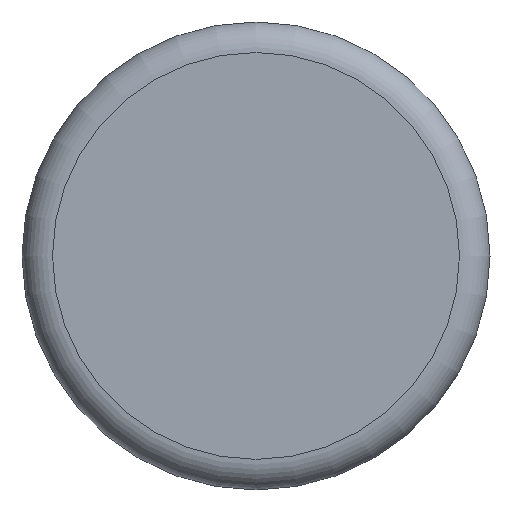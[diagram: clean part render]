
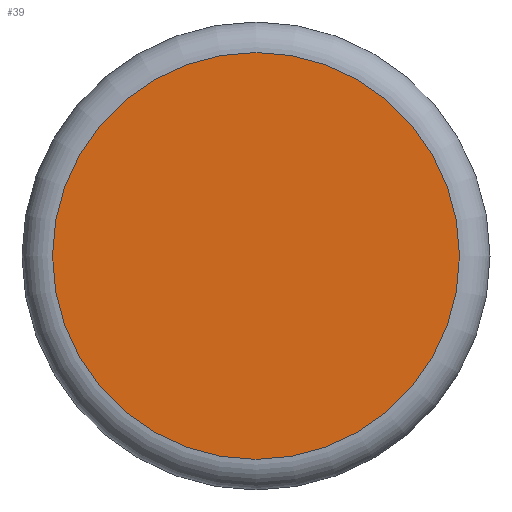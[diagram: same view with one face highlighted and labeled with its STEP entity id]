
A CAD part, top view. The second image highlights one B-rep face of the part: STEP entity #39.
In plain terms, the highlighted planar face has unit normal (0, 0, 1).
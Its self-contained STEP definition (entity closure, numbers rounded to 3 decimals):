
#39 = ADVANCED_FACE( '', ( #80 ), #81, .F. );
#80 = FACE_OUTER_BOUND( '', #122, .T. );
#81 = PLANE( '', #123 );
#122 = EDGE_LOOP( '', ( #164 ) );
#123 = AXIS2_PLACEMENT_3D( '', #165, #166, #167 );
#164 = ORIENTED_EDGE( '', *, *, #206, .T. );
#165 = CARTESIAN_POINT( '', ( 0., 11.5, 55. ) );
#166 = DIRECTION( '', ( 0., 0., -1. ) );
#167 = DIRECTION( '', ( -1., 0., 0. ) );
#206 = EDGE_CURVE( '', #228, #228, #229, .F. );
#228 = VERTEX_POINT( '', #253 );
#229 = CIRCLE( '', #254, 9.995 );
#253 = CARTESIAN_POINT( '', ( -9.995, 0., 55. ) );
#254 = AXIS2_PLACEMENT_3D( '', #278, #279, #280 );
#278 = CARTESIAN_POINT( '', ( 0., 0., 55. ) );
#279 = DIRECTION( '', ( 0., 0., -1. ) );
#280 = DIRECTION( '', ( -1., 0., 0. ) );
